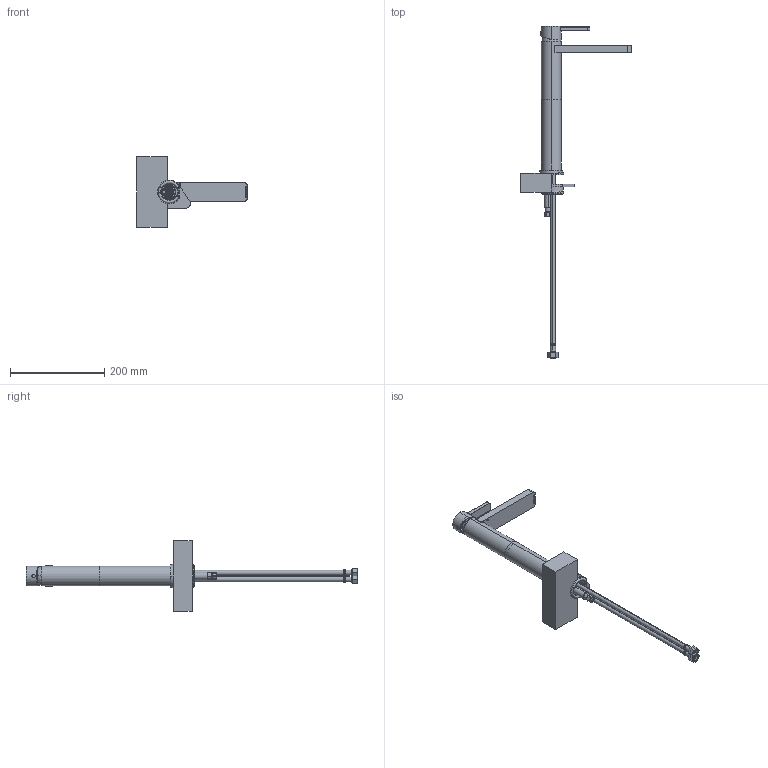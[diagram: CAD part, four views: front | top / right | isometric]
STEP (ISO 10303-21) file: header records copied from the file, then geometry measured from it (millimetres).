
FILE_DESCRIPTION (( 'STEP AP203' ), '1' );
FILE_NAME ('500019vic0_asm.STEP', '2018-09-13T20:04:59', ( '' ), ( '' ), 'SwSTEP 2.0', 'SolidWorks 2015', '' );
FILE_SCHEMA (( 'CONFIG_CONTROL_DESIGN' ));
Length unit declared in the file: millimetre
Products named in the file (61): 500019vic0_asm; 01000153_AF3; 16000685_AF1_ASM; 01000154_AF3; 06001201_AF1; 07000023C_AF1; 09000108_AF0; 06023707; 05002003_AF1; 12000220_AF1; 16000686_AF1_ASM; 07000023D_AF1; 10017007; 16001074_ASM; 06000047_AF5; 16000282_AF1_ASM; 04020204_AF3; 06023707_AF3; 07000024G_AF1; 10034103; 07000023B_AF1; 07000024_AF1_ASM; 16000657_AF2_ASM; 16000681_AF0_ASM; 03000064_AF2; 10000147; 16000683_AF0_ASM; 16000666_AF1_ASM; 07000023F_AF1; 16000684_AF0_ASM; 06020307_AF2; 04000041_AF2; 16001134_AF3_ASM; 16000665_AF1_ASM; 06023707_AF1; 04017504_AF2; 12019601_AF1; 16000689_AF0_ASM; 06000035_AF0; 04000041 ...
Assembly tree (60 placements, depth 4):
  500019vic0_asm
    16000686_AF1_ASM
      01000153_AF3
      01000154_AF3
      06000047
      06000047_AF4
      16001074_ASM
        10000147
      16001134_AF3_ASM
        04020204_AF3
    16000689_AF0_ASM
      02000106_AF0
      06023707_AF1
      06023707
      04000215
    16000685_AF1_ASM
      07000024_AF1_ASM
        07000023A_AF1
        07000023B_AF1
        07000023D_AF1
        07000023C_AF1
        07000023E_AF1
        07000023F_AF1
        07000024G_AF1
    16000665_AF1_ASM
      06000045_AF1
      04000041_AF2
    16000666_AF1_ASM
      12000220_AF1
      04000041_AF3
    16000681_AF0_ASM
      12000203_AF0
      04000041
    16000282_AF1_ASM
      12019601_AF1
      04017504_AF1
    16000683_AF0_ASM
      06000035_AF0
    16000690_AF1_ASM
      03000063_AF2
      03000064_AF2
      06000047_AF5
      06023707_AF3
      16000657_AF2_ASM
        06022007_AF1
      16000658_AF2_ASM
        05002003_AF1
      06020307_AF2
    16000788_AF0_ASM
      09000108_AF0
    16000788_AF1_ASM
      09000108_AF1
    16000684_AF0_ASM
      14001900_AF0_ASM
        04017504_AF2
        10017007
        04000245
        10000071
        06001201_AF1
        10034103
Bounding box: 235 x 706.05 x 150 mm (x, y, z)
Volume: 451630.9 mm3; surface area: 291995.4 mm2
Topology: 26 solids, 75 shells, 1734 faces, 4402 edges, 2819 vertices
Faces by surface type: cylinder 747, plane 575, cone 245, bspline 159, torus 8
Entity records: 67042 total; most frequent: CARTESIAN_POINT 18382, DIRECTION 9261, ORIENTED_EDGE 8580, EDGE_CURVE 4358, AXIS2_PLACEMENT_3D 3694, VERTEX_POINT 2819, CIRCLE 2037, EDGE_LOOP 1944
